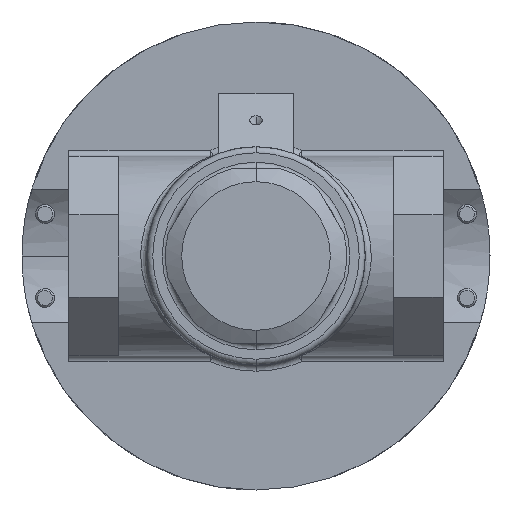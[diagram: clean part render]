
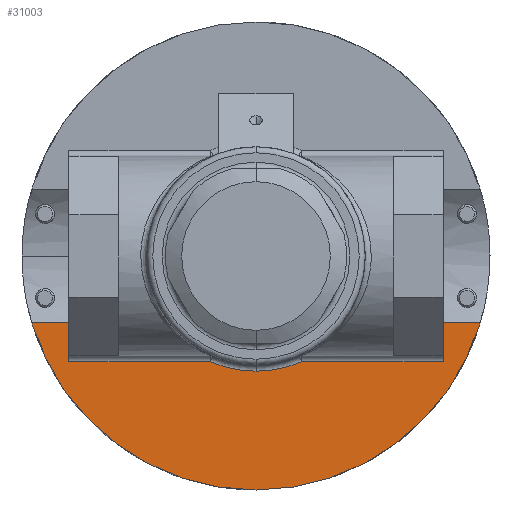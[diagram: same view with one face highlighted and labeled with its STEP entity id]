
A CAD part, front view. The second image highlights one B-rep face of the part: STEP entity #31003.
In plain terms, the highlighted planar face has unit normal (0, -1, 0).
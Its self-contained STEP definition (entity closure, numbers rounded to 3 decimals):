
#211 = CIRCLE ( 'NONE', #1448, 4.688 ) ;
#1448 = AXIS2_PLACEMENT_3D ( 'NONE', #34894, #14981, #38157 ) ;
#1659 = VECTOR ( 'NONE', #42811, 39.37 ) ;
#2311 = FACE_OUTER_BOUND ( 'NONE', #34238, .T. ) ;
#4148 = EDGE_CURVE ( 'NONE', #36754, #36085, #4264, .T. ) ;
#4264 = CIRCLE ( 'NONE', #29125, 2.308 ) ;
#4346 = CARTESIAN_POINT ( 'NONE',  ( 4.821, 1.47, 0. ) ) ;
#4452 = CARTESIAN_POINT ( 'NONE',  ( 0., 1.47, 0. ) ) ;
#4713 = LINE ( 'NONE', #17038, #29378 ) ;
#5102 = EDGE_CURVE ( 'NONE', #42383, #38151, #36083, .T. ) ;
#5638 = CARTESIAN_POINT ( 'NONE',  ( 3.75, 1.47, -2.15 ) ) ;
#5766 = CARTESIAN_POINT ( 'NONE',  ( 0., 1.47, 0. ) ) ;
#5835 = DIRECTION ( 'NONE',  ( 1., 0., 0. ) ) ;
#7134 = AXIS2_PLACEMENT_3D ( 'NONE', #4452, #27953, #7844 ) ;
#7844 = DIRECTION ( 'NONE',  ( 0., 0., -1. ) ) ;
#8716 = VERTEX_POINT ( 'NONE', #17049 ) ;
#9185 = DIRECTION ( 'NONE',  ( 0., 0., -1. ) ) ;
#9811 = VERTEX_POINT ( 'NONE', #35482 ) ;
#10063 = EDGE_CURVE ( 'NONE', #13120, #36754, #17309, .T. ) ;
#10307 = ORIENTED_EDGE ( 'NONE', *, *, #15448, .T. ) ;
#10537 = ORIENTED_EDGE ( 'NONE', *, *, #15925, .F. ) ;
#10616 = ORIENTED_EDGE ( 'NONE', *, *, #4148, .F. ) ;
#11146 = PLANE ( 'NONE',  #42300 ) ;
#11474 = CARTESIAN_POINT ( 'NONE',  ( -3.75, 1.47, -2.12 ) ) ;
#12424 = VECTOR ( 'NONE', #28759, 39.37 ) ;
#12446 = DIRECTION ( 'NONE',  ( 0., 0., 1. ) ) ;
#12647 = CARTESIAN_POINT ( 'NONE',  ( -5.04, 1.47, -1.341 ) ) ;
#13120 = VERTEX_POINT ( 'NONE', #31901 ) ;
#13272 = CARTESIAN_POINT ( 'NONE',  ( 4.491, 1.47, -1.341 ) ) ;
#14546 = DIRECTION ( 'NONE',  ( 0., 0., -1. ) ) ;
#14981 = DIRECTION ( 'NONE',  ( 0., 1., 0. ) ) ;
#15006 = ORIENTED_EDGE ( 'NONE', *, *, #31106, .F. ) ;
#15448 = EDGE_CURVE ( 'NONE', #21043, #8716, #38864, .T. ) ;
#15925 = EDGE_CURVE ( 'NONE', #21043, #9811, #32773, .T. ) ;
#16417 = ORIENTED_EDGE ( 'NONE', *, *, #38325, .F. ) ;
#17038 = CARTESIAN_POINT ( 'NONE',  ( 4.821, 1.47, -2.12 ) ) ;
#17049 = CARTESIAN_POINT ( 'NONE',  ( 3.75, 1.47, -1.341 ) ) ;
#17309 = CIRCLE ( 'NONE', #42070, 2.308 ) ;
#17702 = EDGE_CURVE ( 'NONE', #40931, #38151, #42098, .T. ) ;
#17810 = ORIENTED_EDGE ( 'NONE', *, *, #5102, .T. ) ;
#18024 = EDGE_CURVE ( 'NONE', #13120, #42383, #4713, .T. ) ;
#18115 = ORIENTED_EDGE ( 'NONE', *, *, #17702, .F. ) ;
#18696 = CARTESIAN_POINT ( 'NONE',  ( 5.04, 1.47, -1.341 ) ) ;
#20671 = CARTESIAN_POINT ( 'NONE',  ( 0.911, 1.47, -2.12 ) ) ;
#20756 = CARTESIAN_POINT ( 'NONE',  ( 4.821, 1.47, -2.12 ) ) ;
#21043 = VERTEX_POINT ( 'NONE', #13272 ) ;
#21815 = ORIENTED_EDGE ( 'NONE', *, *, #10063, .F. ) ;
#22576 = CARTESIAN_POINT ( 'NONE',  ( -4.491, 1.47, -1.341 ) ) ;
#22841 = VERTEX_POINT ( 'NONE', #26772 ) ;
#25155 = ORIENTED_EDGE ( 'NONE', *, *, #39169, .T. ) ;
#26772 = CARTESIAN_POINT ( 'NONE',  ( 3.75, 1.47, -2.12 ) ) ;
#27631 = CARTESIAN_POINT ( 'NONE',  ( -3.75, 1.47, -2.15 ) ) ;
#27953 = DIRECTION ( 'NONE',  ( 0., 1., 0. ) ) ;
#28759 = DIRECTION ( 'NONE',  ( -1., 0., 0. ) ) ;
#29125 = AXIS2_PLACEMENT_3D ( 'NONE', #35598, #35374, #35186 ) ;
#29255 = DIRECTION ( 'NONE',  ( 0., -1., 0. ) ) ;
#29378 = VECTOR ( 'NONE', #40113, 39.37 ) ;
#31003 = ADVANCED_FACE ( 'NONE', ( #2311 ), #11146, .T. ) ;
#31106 = EDGE_CURVE ( 'NONE', #9811, #40931, #211, .T. ) ;
#31901 = CARTESIAN_POINT ( 'NONE',  ( -0.911, 1.47, -2.12 ) ) ;
#32773 = CIRCLE ( 'NONE', #7134, 4.688 ) ;
#33508 = VECTOR ( 'NONE', #5835, 39.37 ) ;
#33828 = ORIENTED_EDGE ( 'NONE', *, *, #18024, .T. ) ;
#34238 = EDGE_LOOP ( 'NONE', ( #18115, #15006, #10537, #10307, #16417, #25155, #10616, #21815, #33828, #17810 ) ) ;
#34338 = LINE ( 'NONE', #5638, #40894 ) ;
#34476 = DIRECTION ( 'NONE',  ( 0., -1., 0. ) ) ;
#34894 = CARTESIAN_POINT ( 'NONE',  ( 0., 1.47, 0. ) ) ;
#35186 = DIRECTION ( 'NONE',  ( 0., 0., -1. ) ) ;
#35294 = CARTESIAN_POINT ( 'NONE',  ( -3.75, 1.47, -1.341 ) ) ;
#35374 = DIRECTION ( 'NONE',  ( 0., -1., 0. ) ) ;
#35482 = CARTESIAN_POINT ( 'NONE',  ( 0., 1.47, -4.688 ) ) ;
#35598 = CARTESIAN_POINT ( 'NONE',  ( 0., 1.47, 0. ) ) ;
#36083 = LINE ( 'NONE', #27631, #1659 ) ;
#36085 = VERTEX_POINT ( 'NONE', #20671 ) ;
#36301 = VECTOR ( 'NONE', #40585, 39.37 ) ;
#36754 = VERTEX_POINT ( 'NONE', #37450 ) ;
#37335 = LINE ( 'NONE', #20756, #36301 ) ;
#37450 = CARTESIAN_POINT ( 'NONE',  ( 0., 1.47, -2.308 ) ) ;
#38151 = VERTEX_POINT ( 'NONE', #35294 ) ;
#38157 = DIRECTION ( 'NONE',  ( 0., 0., -1. ) ) ;
#38325 = EDGE_CURVE ( 'NONE', #22841, #8716, #34338, .T. ) ;
#38864 = LINE ( 'NONE', #18696, #12424 ) ;
#39169 = EDGE_CURVE ( 'NONE', #22841, #36085, #37335, .T. ) ;
#40113 = DIRECTION ( 'NONE',  ( -1., 0., 0. ) ) ;
#40585 = DIRECTION ( 'NONE',  ( -1., 0., 0. ) ) ;
#40894 = VECTOR ( 'NONE', #12446, 39.37 ) ;
#40931 = VERTEX_POINT ( 'NONE', #22576 ) ;
#42070 = AXIS2_PLACEMENT_3D ( 'NONE', #5766, #29255, #9185 ) ;
#42098 = LINE ( 'NONE', #12647, #33508 ) ;
#42300 = AXIS2_PLACEMENT_3D ( 'NONE', #4346, #34476, #14546 ) ;
#42383 = VERTEX_POINT ( 'NONE', #11474 ) ;
#42811 = DIRECTION ( 'NONE',  ( 0., 0., 1. ) ) ;
